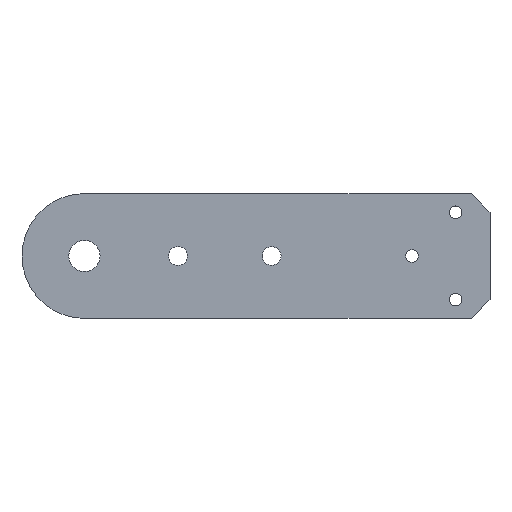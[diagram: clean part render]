
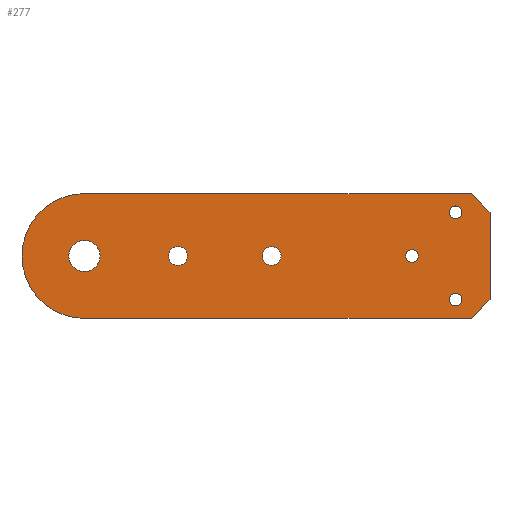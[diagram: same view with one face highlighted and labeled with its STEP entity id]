
A CAD part, top view. The second image highlights one B-rep face of the part: STEP entity #277.
In plain terms, the highlighted planar face has unit normal (0, 0, 1).
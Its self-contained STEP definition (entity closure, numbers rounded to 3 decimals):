
#15=FACE_BOUND('',#55,.T.);
#16=FACE_BOUND('',#56,.T.);
#17=FACE_BOUND('',#57,.T.);
#18=FACE_BOUND('',#58,.T.);
#19=FACE_BOUND('',#59,.T.);
#20=FACE_BOUND('',#60,.T.);
#27=PLANE('',#317);
#40=FACE_OUTER_BOUND('',#54,.T.);
#54=EDGE_LOOP('',(#216,#217,#218,#219,#220,#221));
#55=EDGE_LOOP('',(#222));
#56=EDGE_LOOP('',(#223));
#57=EDGE_LOOP('',(#224));
#58=EDGE_LOOP('',(#225));
#59=EDGE_LOOP('',(#226));
#60=EDGE_LOOP('',(#227));
#80=LINE('',#447,#102);
#81=LINE('',#451,#103);
#82=LINE('',#453,#104);
#83=LINE('',#455,#105);
#84=LINE('',#456,#106);
#102=VECTOR('',#373,1000.);
#103=VECTOR('',#376,1000.);
#104=VECTOR('',#377,1000.);
#105=VECTOR('',#378,1000.);
#106=VECTOR('',#379,1000.);
#119=CIRCLE('',#301,1.);
#121=CIRCLE('',#304,1.);
#123=CIRCLE('',#307,1.);
#125=CIRCLE('',#310,1.5);
#127=CIRCLE('',#313,1.5);
#129=CIRCLE('',#316,2.5);
#130=CIRCLE('',#318,10.);
#133=VERTEX_POINT('',#411);
#135=VERTEX_POINT('',#417);
#137=VERTEX_POINT('',#423);
#139=VERTEX_POINT('',#429);
#141=VERTEX_POINT('',#435);
#143=VERTEX_POINT('',#441);
#144=VERTEX_POINT('',#445);
#145=VERTEX_POINT('',#446);
#146=VERTEX_POINT('',#448);
#147=VERTEX_POINT('',#450);
#148=VERTEX_POINT('',#452);
#149=VERTEX_POINT('',#454);
#158=EDGE_CURVE('',#133,#133,#119,.T.);
#161=EDGE_CURVE('',#135,#135,#121,.T.);
#164=EDGE_CURVE('',#137,#137,#123,.T.);
#167=EDGE_CURVE('',#139,#139,#125,.T.);
#170=EDGE_CURVE('',#141,#141,#127,.T.);
#173=EDGE_CURVE('',#143,#143,#129,.T.);
#174=EDGE_CURVE('',#144,#145,#80,.T.);
#175=EDGE_CURVE('',#145,#146,#130,.T.);
#176=EDGE_CURVE('',#146,#147,#81,.T.);
#177=EDGE_CURVE('',#147,#148,#82,.T.);
#178=EDGE_CURVE('',#148,#149,#83,.T.);
#179=EDGE_CURVE('',#149,#144,#84,.T.);
#216=ORIENTED_EDGE('',*,*,#174,.T.);
#217=ORIENTED_EDGE('',*,*,#175,.T.);
#218=ORIENTED_EDGE('',*,*,#176,.T.);
#219=ORIENTED_EDGE('',*,*,#177,.T.);
#220=ORIENTED_EDGE('',*,*,#178,.T.);
#221=ORIENTED_EDGE('',*,*,#179,.T.);
#222=ORIENTED_EDGE('',*,*,#173,.F.);
#223=ORIENTED_EDGE('',*,*,#158,.F.);
#224=ORIENTED_EDGE('',*,*,#161,.F.);
#225=ORIENTED_EDGE('',*,*,#164,.F.);
#226=ORIENTED_EDGE('',*,*,#167,.F.);
#227=ORIENTED_EDGE('',*,*,#170,.F.);
#277=ADVANCED_FACE('',(#40,#15,#16,#17,#18,#19,#20),#27,.T.);
#301=AXIS2_PLACEMENT_3D('',#413,#334,#335);
#304=AXIS2_PLACEMENT_3D('',#419,#341,#342);
#307=AXIS2_PLACEMENT_3D('',#425,#348,#349);
#310=AXIS2_PLACEMENT_3D('',#431,#355,#356);
#313=AXIS2_PLACEMENT_3D('',#437,#362,#363);
#316=AXIS2_PLACEMENT_3D('',#443,#369,#370);
#317=AXIS2_PLACEMENT_3D('',#444,#371,#372);
#318=AXIS2_PLACEMENT_3D('',#449,#374,#375);
#334=DIRECTION('center_axis',(0.,0.,1.));
#335=DIRECTION('ref_axis',(1.,0.,0.));
#341=DIRECTION('center_axis',(0.,0.,1.));
#342=DIRECTION('ref_axis',(1.,0.,0.));
#348=DIRECTION('center_axis',(0.,0.,1.));
#349=DIRECTION('ref_axis',(1.,0.,0.));
#355=DIRECTION('center_axis',(0.,0.,1.));
#356=DIRECTION('ref_axis',(1.,0.,0.));
#362=DIRECTION('center_axis',(0.,0.,1.));
#363=DIRECTION('ref_axis',(1.,0.,0.));
#369=DIRECTION('center_axis',(0.,0.,1.));
#370=DIRECTION('ref_axis',(1.,0.,0.));
#371=DIRECTION('center_axis',(0.,0.,1.));
#372=DIRECTION('ref_axis',(1.,0.,0.));
#373=DIRECTION('',(-1.,0.,0.));
#374=DIRECTION('center_axis',(0.,0.,1.));
#375=DIRECTION('ref_axis',(1.,0.,0.));
#376=DIRECTION('',(1.,0.,0.));
#377=DIRECTION('',(0.707,0.707,0.));
#378=DIRECTION('',(0.,1.,0.));
#379=DIRECTION('',(-0.707,0.707,0.));
#411=CARTESIAN_POINT('',(61.5,0.,2.));
#413=CARTESIAN_POINT('Origin',(62.5,0.,2.));
#417=CARTESIAN_POINT('',(68.491,7.012,2.));
#419=CARTESIAN_POINT('Origin',(69.491,7.012,2.));
#423=CARTESIAN_POINT('',(68.491,-7.012,2.));
#425=CARTESIAN_POINT('Origin',(69.491,-7.012,2.));
#429=CARTESIAN_POINT('',(23.5,0.,2.));
#431=CARTESIAN_POINT('Origin',(25.,0.,2.));
#435=CARTESIAN_POINT('',(38.507,0.,2.));
#437=CARTESIAN_POINT('Origin',(40.007,0.,2.));
#441=CARTESIAN_POINT('',(7.5,0.,2.));
#443=CARTESIAN_POINT('Origin',(10.,0.,2.));
#444=CARTESIAN_POINT('Origin',(0.,0.,2.));
#445=CARTESIAN_POINT('',(72.,10.,2.));
#446=CARTESIAN_POINT('',(10.,10.,2.));
#447=CARTESIAN_POINT('',(0.,10.,2.));
#448=CARTESIAN_POINT('',(10.,-10.,2.));
#449=CARTESIAN_POINT('Origin',(10.,0.,2.));
#450=CARTESIAN_POINT('',(72.,-10.,2.));
#451=CARTESIAN_POINT('',(0.,-10.,2.));
#452=CARTESIAN_POINT('',(75.,-7.,2.));
#453=CARTESIAN_POINT('',(41.,-41.,2.));
#454=CARTESIAN_POINT('',(75.,7.,2.));
#455=CARTESIAN_POINT('',(75.,-10.,2.));
#456=CARTESIAN_POINT('',(41.,41.,2.));
